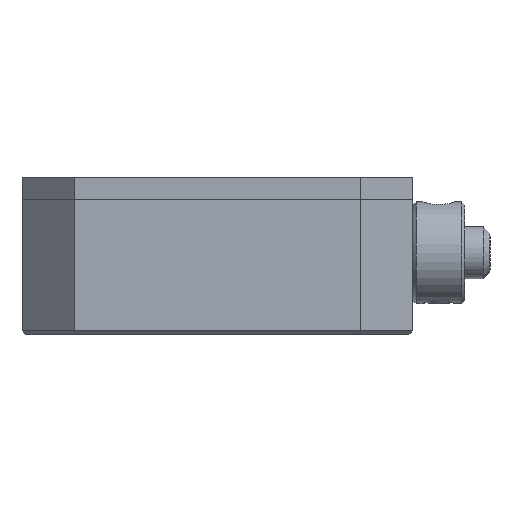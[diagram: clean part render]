
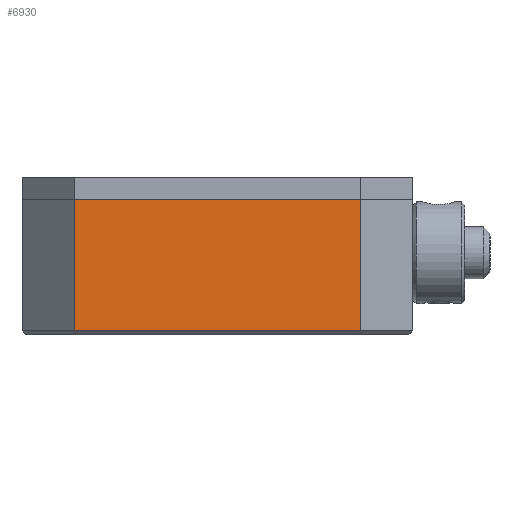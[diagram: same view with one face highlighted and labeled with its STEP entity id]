
A CAD part, front view. The second image highlights one B-rep face of the part: STEP entity #6930.
In plain terms, the highlighted planar face has unit normal (0, -1, 0).
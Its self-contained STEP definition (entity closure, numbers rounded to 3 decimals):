
#15 = VERTEX_POINT ( 'NONE', #365 ) ;
#36 = VECTOR ( 'NONE', #4626, 1000. ) ;
#230 = VECTOR ( 'NONE', #8835, 1000. ) ;
#365 = CARTESIAN_POINT ( 'NONE',  ( 11., -15., -5.9 ) ) ;
#404 = FACE_OUTER_BOUND ( 'NONE', #9393, .T. ) ;
#558 = VERTEX_POINT ( 'NONE', #4152 ) ;
#845 = VERTEX_POINT ( 'NONE', #3951 ) ;
#1066 = CARTESIAN_POINT ( 'NONE',  ( -11., -15., -6.2 ) ) ;
#1194 = AXIS2_PLACEMENT_3D ( 'NONE', #3304, #6294, #8532 ) ;
#1227 = CARTESIAN_POINT ( 'NONE',  ( 0., -15., -5.9 ) ) ;
#1489 = ORIENTED_EDGE ( 'NONE', *, *, #1497, .F. ) ;
#1497 = EDGE_CURVE ( 'NONE', #2611, #15, #7390, .T. ) ;
#1652 = DIRECTION ( 'NONE',  ( 1., 0., 0. ) ) ;
#1872 = VECTOR ( 'NONE', #1652, 1000. ) ;
#1951 = DIRECTION ( 'NONE',  ( -1., 0., 0. ) ) ;
#2611 = VERTEX_POINT ( 'NONE', #8376 ) ;
#2721 = PLANE ( 'NONE',  #1194 ) ;
#3302 = EDGE_CURVE ( 'NONE', #845, #558, #5490, .T. ) ;
#3304 = CARTESIAN_POINT ( 'NONE',  ( 15., -15., -6.2 ) ) ;
#3323 = ORIENTED_EDGE ( 'NONE', *, *, #8164, .F. ) ;
#3812 = VECTOR ( 'NONE', #1951, 1000. ) ;
#3951 = CARTESIAN_POINT ( 'NONE',  ( -11., -15., 4.2 ) ) ;
#4152 = CARTESIAN_POINT ( 'NONE',  ( -11., -15., -5.9 ) ) ;
#4319 = ORIENTED_EDGE ( 'NONE', *, *, #3302, .T. ) ;
#4457 = CARTESIAN_POINT ( 'NONE',  ( 11., -15., -6.2 ) ) ;
#4626 = DIRECTION ( 'NONE',  ( 0., 0., -1. ) ) ;
#5490 = LINE ( 'NONE', #1066, #36 ) ;
#5654 = LINE ( 'NONE', #1227, #3812 ) ;
#6294 = DIRECTION ( 'NONE',  ( 0., 1., 0. ) ) ;
#6874 = EDGE_CURVE ( 'NONE', #845, #2611, #8245, .T. ) ;
#6930 = ADVANCED_FACE ( 'NONE', ( #404 ), #2721, .F. ) ;
#7390 = LINE ( 'NONE', #4457, #230 ) ;
#7526 = CARTESIAN_POINT ( 'NONE',  ( 15., -15., 4.2 ) ) ;
#7595 = ORIENTED_EDGE ( 'NONE', *, *, #6874, .F. ) ;
#8164 = EDGE_CURVE ( 'NONE', #15, #558, #5654, .T. ) ;
#8245 = LINE ( 'NONE', #7526, #1872 ) ;
#8376 = CARTESIAN_POINT ( 'NONE',  ( 11., -15., 4.2 ) ) ;
#8532 = DIRECTION ( 'NONE',  ( -1., 0., 0. ) ) ;
#8835 = DIRECTION ( 'NONE',  ( 0., 0., -1. ) ) ;
#9393 = EDGE_LOOP ( 'NONE', ( #3323, #1489, #7595, #4319 ) ) ;
